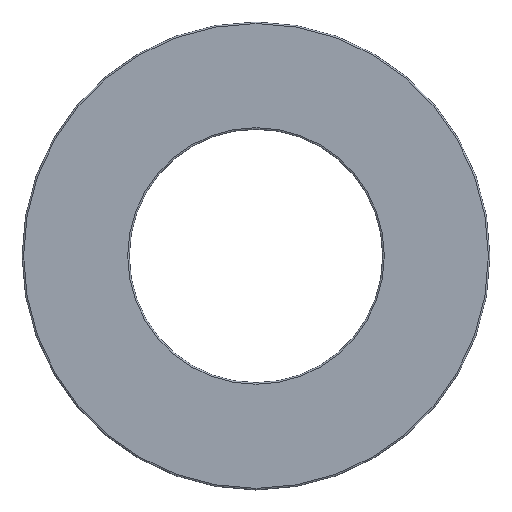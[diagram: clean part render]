
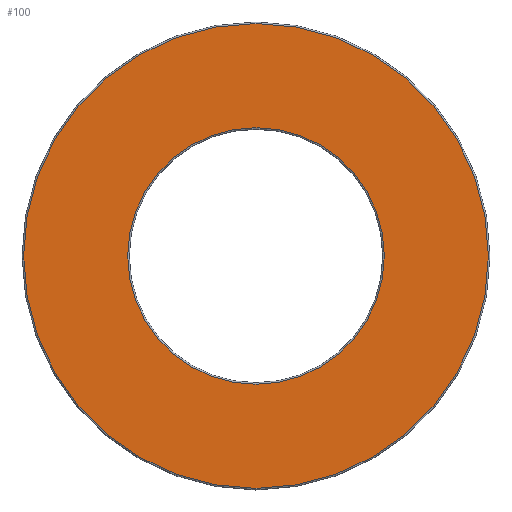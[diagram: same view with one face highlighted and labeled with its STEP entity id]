
A CAD part, top view. The second image highlights one B-rep face of the part: STEP entity #100.
In plain terms, the highlighted planar face has unit normal (0, 0, 1).
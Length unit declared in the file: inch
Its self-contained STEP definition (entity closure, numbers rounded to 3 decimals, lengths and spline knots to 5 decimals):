
#14=PLANE($,#119);
#24=FACE_BOUND($,#48,.T.);
#32=FACE_OUTER_BOUND($,#47,.T.);
#47=EDGE_LOOP($,(#87));
#48=EDGE_LOOP($,(#88));
#54=CIRCLE($,#112,0.745);
#55=CIRCLE($,#114,0.41125);
#62=VERTEX_POINT($,#168);
#63=VERTEX_POINT($,#171);
#70=EDGE_CURVE($,#62,#62,#54,.T.);
#71=EDGE_CURVE($,#63,#63,#55,.T.);
#87=ORIENTED_EDGE($,*,*,#70,.T.);
#88=ORIENTED_EDGE($,*,*,#71,.T.);
#100=ADVANCED_FACE($,(#32,#24),#14,.T.);
#112=AXIS2_PLACEMENT_3D($,#169,#138,#139);
#114=AXIS2_PLACEMENT_3D($,#172,#142,#143);
#119=AXIS2_PLACEMENT_3D($,#178,#152,#153);
#138=DIRECTION('center_axis',(0.,0.,1.));
#139=DIRECTION('ref_axis',(1.,0.,0.));
#142=DIRECTION('center_axis',(0.,0.,-1.));
#143=DIRECTION('ref_axis',(1.,0.,0.));
#152=DIRECTION('center_axis',(0.,0.,1.));
#153=DIRECTION('ref_axis',(1.,0.,0.));
#168=CARTESIAN_POINT('',(0.745,0.,0.));
#169=CARTESIAN_POINT('Origin',(0.,0.,0.));
#171=CARTESIAN_POINT('',(0.41125,0.,0.));
#172=CARTESIAN_POINT('Origin',(0.,0.,0.));
#178=CARTESIAN_POINT('Origin',(0.,0.,0.));
